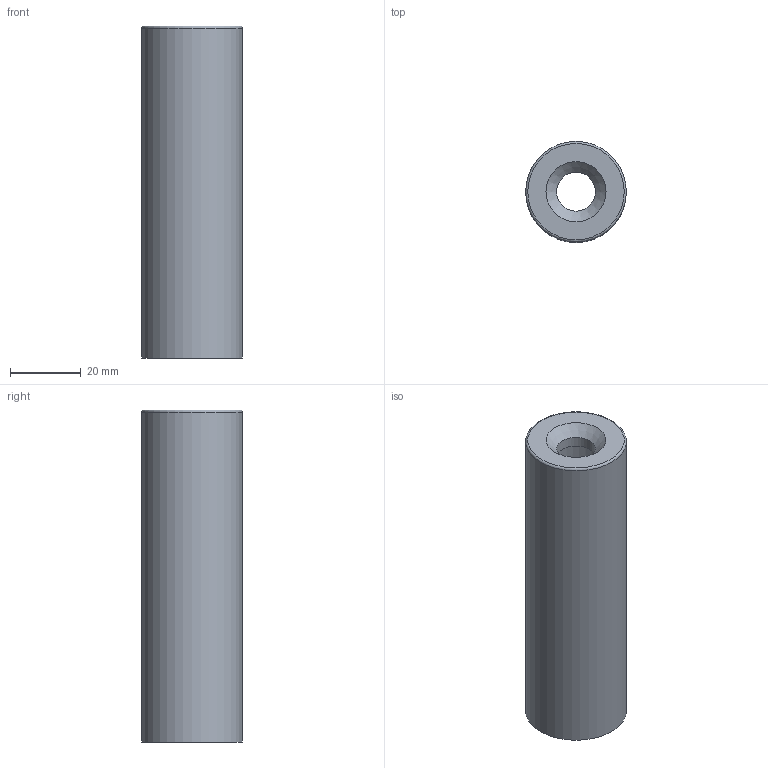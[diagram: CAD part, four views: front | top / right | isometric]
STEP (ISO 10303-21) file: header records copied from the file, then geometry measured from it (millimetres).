
FILE_DESCRIPTION(/* description */ (''),/* implementation_level */ '2;1');
FILE_NAME(/* name */ 'corps suppresseur P90 inox STEP.step',/* time_stamp */ '2021-04-16T09:18:33+02:00',/* author */ (''),/* organization */ (''),/* preprocessor_version */ 'ST-DEVELOPER v18.1',/* originating_system */ 'Autodesk Translation Framework v10.6.0.1341',/* authorisation */ '');
FILE_SCHEMA (('AUTOMOTIVE_DESIGN { 1 0 10303 214 3 1 1 }'));
Length unit declared in the file: millimetre
Products named in the file (2): corps suppresseur P90 inox; corps suppresseur
Assembly tree (1 placements, depth 2):
  corps suppresseur P90 inox
    corps suppresseur
Bounding box: 28.5 x 28.5 x 94 mm (x, y, z)
Volume: 28470 mm3; surface area: 15904.4 mm2
Topology: 1 solids, 1 shells, 32 faces, 85 edges, 56 vertices
Faces by surface type: cylinder 24, plane 4, bspline 2, cone 1, torus 1
Full cylindrical faces by diameter (mm): 11 x1, 21.035 x10, 22.152 x9, 28.5 x1
Entity records: 3618 total; most frequent: CARTESIAN_POINT 2853, ORIENTED_EDGE 170, DIRECTION 116, EDGE_CURVE 85, VERTEX_POINT 56, B_SPLINE_CURVE_WITH_KNOTS 48, AXIS2_PLACEMENT_3D 46, EDGE_LOOP 35
